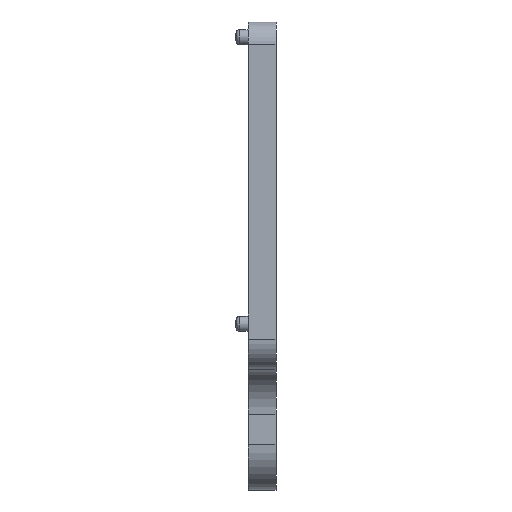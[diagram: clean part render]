
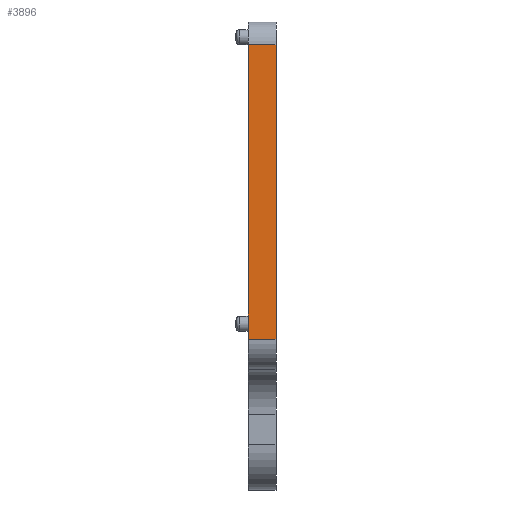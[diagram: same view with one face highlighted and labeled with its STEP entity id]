
A CAD part, left-side view. The second image highlights one B-rep face of the part: STEP entity #3896.
In plain terms, the highlighted planar face has unit normal (-1, 0, 0).
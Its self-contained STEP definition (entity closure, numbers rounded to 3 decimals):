
#75 = DIRECTION ( 'NONE',  ( 0., -1., 0. ) ) ;
#118 = CARTESIAN_POINT ( 'NONE',  ( -69., 0., -19. ) ) ;
#152 = DIRECTION ( 'NONE',  ( 0., 0., 1. ) ) ;
#246 = VECTOR ( 'NONE', #75, 1000. ) ;
#284 = DIRECTION ( 'NONE',  ( 0., 1., 0. ) ) ;
#301 = CARTESIAN_POINT ( 'NONE',  ( -69., 3.7, -23. ) ) ;
#377 = PLANE ( 'NONE',  #4269 ) ;
#781 = CARTESIAN_POINT ( 'NONE',  ( -69., 3.7, -19. ) ) ;
#850 = CARTESIAN_POINT ( 'NONE',  ( -69., 0., -23. ) ) ;
#1064 = EDGE_CURVE ( 'NONE', #3429, #2496, #2114, .T. ) ;
#1089 = ORIENTED_EDGE ( 'NONE', *, *, #3312, .T. ) ;
#1208 = EDGE_LOOP ( 'NONE', ( #2058, #1089, #3863, #1682 ) ) ;
#1356 = LINE ( 'NONE', #301, #3663 ) ;
#1367 = DIRECTION ( 'NONE',  ( 0., 0., 1. ) ) ;
#1522 = EDGE_CURVE ( 'NONE', #3534, #3429, #1609, .T. ) ;
#1609 = LINE ( 'NONE', #118, #246 ) ;
#1682 = ORIENTED_EDGE ( 'NONE', *, *, #1522, .T. ) ;
#1700 = CARTESIAN_POINT ( 'NONE',  ( -69., 0., -19. ) ) ;
#2018 = VECTOR ( 'NONE', #152, 1000. ) ;
#2058 = ORIENTED_EDGE ( 'NONE', *, *, #1064, .T. ) ;
#2105 = VECTOR ( 'NONE', #284, 1000. ) ;
#2114 = LINE ( 'NONE', #850, #2018 ) ;
#2143 = CARTESIAN_POINT ( 'NONE',  ( -69., 3.7, 20. ) ) ;
#2496 = VERTEX_POINT ( 'NONE', #2816 ) ;
#2816 = CARTESIAN_POINT ( 'NONE',  ( -69., 0., 20. ) ) ;
#2987 = DIRECTION ( 'NONE',  ( 1., 0., 0. ) ) ;
#2990 = LINE ( 'NONE', #3241, #2105 ) ;
#3241 = CARTESIAN_POINT ( 'NONE',  ( -69., 3.7, 20. ) ) ;
#3312 = EDGE_CURVE ( 'NONE', #2496, #3535, #2990, .T. ) ;
#3313 = CARTESIAN_POINT ( 'NONE',  ( -69., 3.7, -23. ) ) ;
#3375 = EDGE_CURVE ( 'NONE', #3534, #3535, #1356, .T. ) ;
#3429 = VERTEX_POINT ( 'NONE', #1700 ) ;
#3534 = VERTEX_POINT ( 'NONE', #781 ) ;
#3535 = VERTEX_POINT ( 'NONE', #2143 ) ;
#3639 = DIRECTION ( 'NONE',  ( 0., 0., -1. ) ) ;
#3663 = VECTOR ( 'NONE', #1367, 1000. ) ;
#3863 = ORIENTED_EDGE ( 'NONE', *, *, #3375, .F. ) ;
#3896 = ADVANCED_FACE ( 'NONE', ( #3912 ), #377, .F. ) ;
#3912 = FACE_OUTER_BOUND ( 'NONE', #1208, .T. ) ;
#4269 = AXIS2_PLACEMENT_3D ( 'NONE', #3313, #2987, #3639 ) ;
